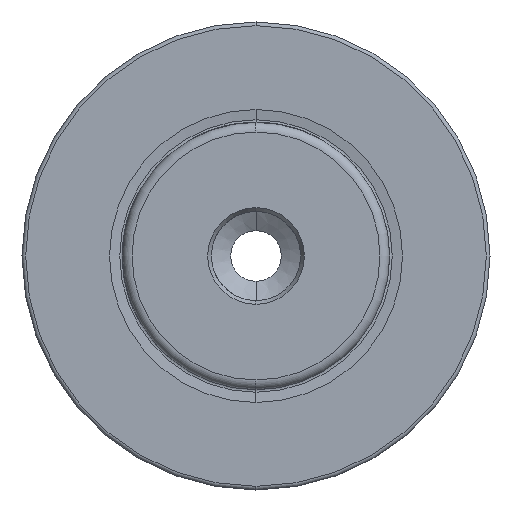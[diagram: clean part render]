
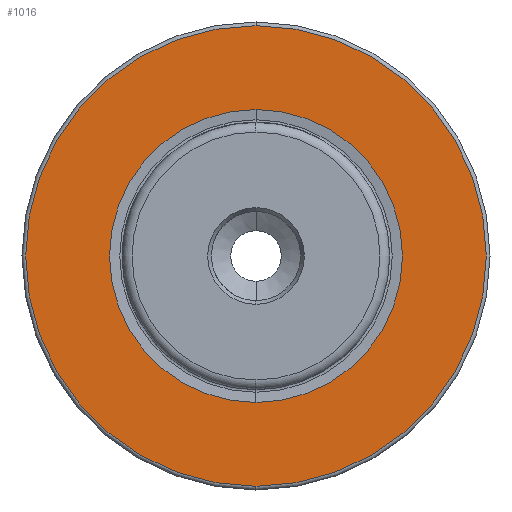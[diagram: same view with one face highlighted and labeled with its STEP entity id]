
A CAD part, left-side view. The second image highlights one B-rep face of the part: STEP entity #1016.
In plain terms, the highlighted planar face has unit normal (-1, 0, 0).
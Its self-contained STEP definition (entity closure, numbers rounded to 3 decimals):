
#4 = EDGE_CURVE ( 'NONE', #2810, #1692, #2925, .T. ) ;
#171 = EDGE_CURVE ( 'NONE', #1614, #1570, #1291, .T. ) ;
#318 = CARTESIAN_POINT ( 'NONE',  ( 0., 0., -19.715 ) ) ;
#508 = CARTESIAN_POINT ( 'NONE',  ( 0., 0., 19.715 ) ) ;
#711 = DIRECTION ( 'NONE',  ( -1., 0., 0. ) ) ;
#788 = AXIS2_PLACEMENT_3D ( 'NONE', #1486, #1475, #1466 ) ;
#1016 = ADVANCED_FACE ( 'NONE', ( #3121, #3237 ), #3248, .F. ) ;
#1044 = AXIS2_PLACEMENT_3D ( 'NONE', #1459, #1465, #1473 ) ;
#1203 = AXIS2_PLACEMENT_3D ( 'NONE', #1218, #711, #1212 ) ;
#1212 = DIRECTION ( 'NONE',  ( 0., 0., 1. ) ) ;
#1218 = CARTESIAN_POINT ( 'NONE',  ( 0., 0., 0. ) ) ;
#1291 = CIRCLE ( 'NONE', #1044, 19.715 ) ;
#1339 = EDGE_LOOP ( 'NONE', ( #3304, #3012 ) ) ;
#1459 = CARTESIAN_POINT ( 'NONE',  ( 0., 0., 0. ) ) ;
#1460 = AXIS2_PLACEMENT_3D ( 'NONE', #1717, #1711, #1704 ) ;
#1465 = DIRECTION ( 'NONE',  ( -1., 0., 0. ) ) ;
#1466 = DIRECTION ( 'NONE',  ( 0., 0., 1. ) ) ;
#1473 = DIRECTION ( 'NONE',  ( 0., 0., 1. ) ) ;
#1475 = DIRECTION ( 'NONE',  ( -1., 0., 0. ) ) ;
#1486 = CARTESIAN_POINT ( 'NONE',  ( 0., 0., 0. ) ) ;
#1570 = VERTEX_POINT ( 'NONE', #318 ) ;
#1614 = VERTEX_POINT ( 'NONE', #508 ) ;
#1692 = VERTEX_POINT ( 'NONE', #2696 ) ;
#1704 = DIRECTION ( 'NONE',  ( 0., 0., 1. ) ) ;
#1707 = CIRCLE ( 'NONE', #788, 19.715 ) ;
#1711 = DIRECTION ( 'NONE',  ( -1., 0., 0. ) ) ;
#1717 = CARTESIAN_POINT ( 'NONE',  ( 0., 0., 0. ) ) ;
#1781 = CIRCLE ( 'NONE', #1460, 31. ) ;
#1908 = CARTESIAN_POINT ( 'NONE',  ( 0., 0., -31. ) ) ;
#1917 = EDGE_LOOP ( 'NONE', ( #2819, #2979 ) ) ;
#2696 = CARTESIAN_POINT ( 'NONE',  ( 0., 0., 31. ) ) ;
#2810 = VERTEX_POINT ( 'NONE', #1908 ) ;
#2819 = ORIENTED_EDGE ( 'NONE', *, *, #2854, .T. ) ;
#2854 = EDGE_CURVE ( 'NONE', #1692, #2810, #1781, .T. ) ;
#2920 = EDGE_CURVE ( 'NONE', #1570, #1614, #1707, .T. ) ;
#2925 = CIRCLE ( 'NONE', #1203, 31. ) ;
#2979 = ORIENTED_EDGE ( 'NONE', *, *, #4, .T. ) ;
#3012 = ORIENTED_EDGE ( 'NONE', *, *, #2920, .F. ) ;
#3121 = FACE_BOUND ( 'NONE', #1339, .T. ) ;
#3232 = DIRECTION ( 'NONE',  ( 1., 0., 0. ) ) ;
#3237 = FACE_OUTER_BOUND ( 'NONE', #1917, .T. ) ;
#3248 = PLANE ( 'NONE',  #3627 ) ;
#3249 = CARTESIAN_POINT ( 'NONE',  ( 0., 19.715, 0. ) ) ;
#3265 = DIRECTION ( 'NONE',  ( 0., 0., -1. ) ) ;
#3304 = ORIENTED_EDGE ( 'NONE', *, *, #171, .F. ) ;
#3627 = AXIS2_PLACEMENT_3D ( 'NONE', #3249, #3232, #3265 ) ;
